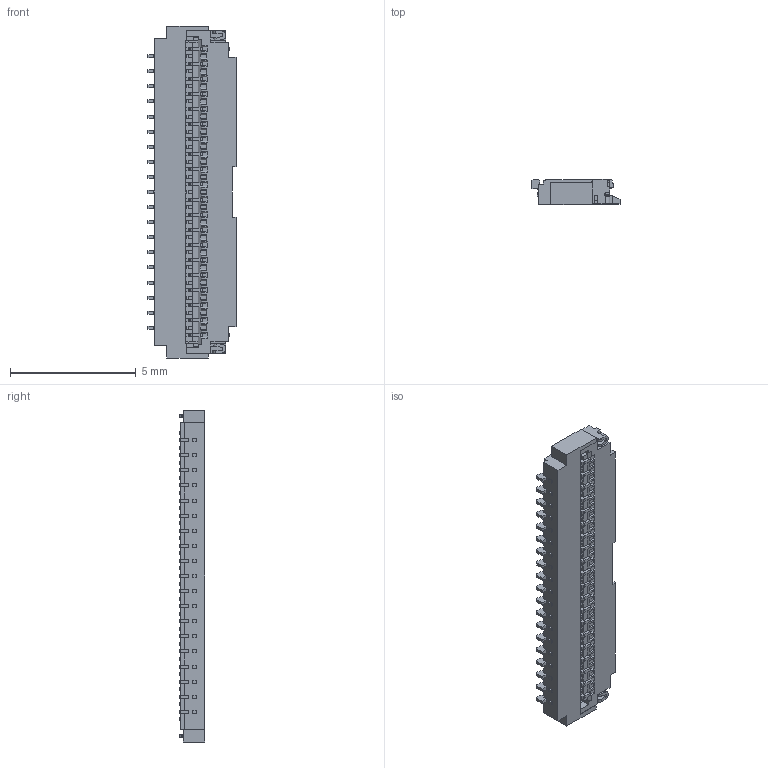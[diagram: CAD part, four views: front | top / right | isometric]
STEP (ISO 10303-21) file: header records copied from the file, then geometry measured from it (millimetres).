
FILE_DESCRIPTION (( 'STEP AP214' ), '1' );
FILE_NAME ('FH26W-39S-0.3SHW(60).STEP', '2023-08-07T17:39:52', ( '' ), ( '' ), 'SwSTEP 2.0', 'SolidWorks 2023', '' );
FILE_SCHEMA (( 'AUTOMOTIVE_DESIGN' ));
Length unit declared in the file: inch
Products named in the file (1): FH26W-39S-0.3SHW(60)
Bounding box: 3.5 x 1 x 13.2 mm (x, y, z)
Volume: 28.8 mm3; surface area: 190.9 mm2
Topology: 1 solids, 1 shells, 1497 faces, 4410 edges, 2910 vertices
Faces by surface type: plane 1306, cylinder 191
Entity records: 49169 total; most frequent: CARTESIAN_POINT 8842, ORIENTED_EDGE 8820, DIRECTION 7782, EDGE_CURVE 4410, VECTOR 4022, LINE 4022, VERTEX_POINT 2910, AXIS2_PLACEMENT_3D 1880
